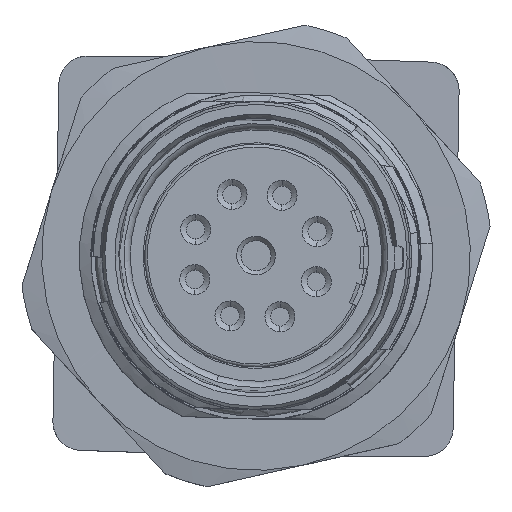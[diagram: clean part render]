
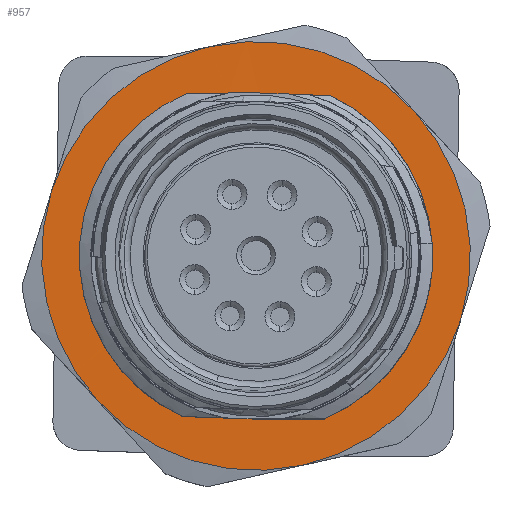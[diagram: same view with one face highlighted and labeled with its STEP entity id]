
A CAD part, top view. The second image highlights one B-rep face of the part: STEP entity #957.
In plain terms, the highlighted planar face has unit normal (0, 0, 1).
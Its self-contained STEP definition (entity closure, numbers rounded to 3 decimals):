
#373=FACE_BOUND('',#2446,.T.);
#374=FACE_BOUND('',#2447,.T.);
#641=CIRCLE('',#11874,15.);
#642=CIRCLE('',#11875,15.);
#643=CIRCLE('',#11876,15.);
#644=CIRCLE('',#11877,15.);
#645=CIRCLE('',#11878,15.);
#646=CIRCLE('',#11879,15.);
#647=CIRCLE('',#11880,11.55);
#957=ADVANCED_FACE('',(#373,#374),#1627,.T.);
#1627=PLANE('',#11882);
#2446=EDGE_LOOP('',(#4134,#4135,#4136,#4137,#4138,#4139));
#2447=EDGE_LOOP('',(#4140,#4141,#4142,#4143,#4144,#4145,#4146,#4147,#4148,
#4149,#4150,#4151));
#3152=ELLIPSE('',#11881,12.36,12.36);
#3164=B_SPLINE_CURVE_WITH_KNOTS('',3,(#15446,#15447,#15448,#15449),
 .UNSPECIFIED.,.F.,.F.,(4,4),(0.,1.),.UNSPECIFIED.);
#3165=B_SPLINE_CURVE_WITH_KNOTS('',3,(#15458,#15459,#15460,#15461),
 .UNSPECIFIED.,.F.,.F.,(4,4),(0.,1.),.UNSPECIFIED.);
#3166=B_SPLINE_CURVE_WITH_KNOTS('',3,(#15463,#15464,#15465,#15466,#15467,
#15468),.UNSPECIFIED.,.F.,.F.,(4,2,4),(0.,0.5,1.),.UNSPECIFIED.);
#3167=B_SPLINE_CURVE_WITH_KNOTS('',3,(#15476,#15477,#15478,#15479),
 .UNSPECIFIED.,.F.,.F.,(4,4),(0.,1.),.UNSPECIFIED.);
#3168=B_SPLINE_CURVE_WITH_KNOTS('',3,(#15481,#15482,#15483,#15484),
 .UNSPECIFIED.,.F.,.F.,(4,4),(0.,1.),.UNSPECIFIED.);
#3169=B_SPLINE_CURVE_WITH_KNOTS('',3,(#15486,#15487,#15488,#15489,#15490,
#15491,#15492,#15493),.UNSPECIFIED.,.F.,.F.,(4,2,2,4),(0.,0.25,0.5,1.),
 .UNSPECIFIED.);
#4134=ORIENTED_EDGE('',*,*,#8962,.T.);
#4135=ORIENTED_EDGE('',*,*,#8963,.T.);
#4136=ORIENTED_EDGE('',*,*,#8964,.T.);
#4137=ORIENTED_EDGE('',*,*,#8965,.T.);
#4138=ORIENTED_EDGE('',*,*,#8966,.T.);
#4139=ORIENTED_EDGE('',*,*,#8967,.T.);
#4140=ORIENTED_EDGE('',*,*,#8968,.T.);
#4141=ORIENTED_EDGE('',*,*,#8969,.T.);
#4142=ORIENTED_EDGE('',*,*,#8970,.T.);
#4143=ORIENTED_EDGE('',*,*,#8971,.F.);
#4144=ORIENTED_EDGE('',*,*,#8972,.F.);
#4145=ORIENTED_EDGE('',*,*,#8973,.F.);
#4146=ORIENTED_EDGE('',*,*,#8974,.T.);
#4147=ORIENTED_EDGE('',*,*,#8975,.T.);
#4148=ORIENTED_EDGE('',*,*,#8976,.F.);
#4149=ORIENTED_EDGE('',*,*,#8977,.F.);
#4150=ORIENTED_EDGE('',*,*,#8978,.F.);
#4151=ORIENTED_EDGE('',*,*,#8979,.F.);
#7770=VERTEX_POINT('',#15435);
#7771=VERTEX_POINT('',#15436);
#7772=VERTEX_POINT('',#15438);
#7773=VERTEX_POINT('',#15440);
#7774=VERTEX_POINT('',#15442);
#7775=VERTEX_POINT('',#15444);
#7776=VERTEX_POINT('',#15450);
#7777=VERTEX_POINT('',#15451);
#7778=VERTEX_POINT('',#15453);
#7779=VERTEX_POINT('',#15455);
#7780=VERTEX_POINT('',#15457);
#7781=VERTEX_POINT('',#15462);
#7782=VERTEX_POINT('',#15469);
#7783=VERTEX_POINT('',#15471);
#7784=VERTEX_POINT('',#15473);
#7785=VERTEX_POINT('',#15475);
#7786=VERTEX_POINT('',#15480);
#7787=VERTEX_POINT('',#15485);
#8962=EDGE_CURVE('',#7770,#7771,#641,.T.);
#8963=EDGE_CURVE('',#7771,#7772,#642,.T.);
#8964=EDGE_CURVE('',#7772,#7773,#643,.T.);
#8965=EDGE_CURVE('',#7773,#7774,#644,.T.);
#8966=EDGE_CURVE('',#7774,#7775,#645,.T.);
#8967=EDGE_CURVE('',#7775,#7770,#646,.T.);
#8968=EDGE_CURVE('',#7776,#7777,#3164,.T.);
#8969=EDGE_CURVE('',#7777,#7778,#10762,.T.);
#8970=EDGE_CURVE('',#7778,#7779,#10763,.T.);
#8971=EDGE_CURVE('',#7780,#7779,#647,.T.);
#8972=EDGE_CURVE('',#7781,#7780,#3165,.T.);
#8973=EDGE_CURVE('',#7782,#7781,#3166,.T.);
#8974=EDGE_CURVE('',#7782,#7783,#10764,.T.);
#8975=EDGE_CURVE('',#7783,#7784,#10765,.T.);
#8976=EDGE_CURVE('',#7785,#7784,#3152,.T.);
#8977=EDGE_CURVE('',#7786,#7785,#3167,.T.);
#8978=EDGE_CURVE('',#7787,#7786,#3168,.T.);
#8979=EDGE_CURVE('',#7776,#7787,#3169,.T.);
#10762=LINE('',#15452,#11316);
#10763=LINE('',#15454,#11317);
#10764=LINE('',#15470,#11318);
#10765=LINE('',#15472,#11319);
#11316=VECTOR('',#12886,1.);
#11317=VECTOR('',#12887,1.);
#11318=VECTOR('',#12890,1.);
#11319=VECTOR('',#12891,1.);
#11874=AXIS2_PLACEMENT_3D('',#15434,#12874,#12875);
#11875=AXIS2_PLACEMENT_3D('',#15437,#12876,#12877);
#11876=AXIS2_PLACEMENT_3D('',#15439,#12878,#12879);
#11877=AXIS2_PLACEMENT_3D('',#15441,#12880,#12881);
#11878=AXIS2_PLACEMENT_3D('',#15443,#12882,#12883);
#11879=AXIS2_PLACEMENT_3D('',#15445,#12884,#12885);
#11880=AXIS2_PLACEMENT_3D('',#15456,#12888,#12889);
#11881=AXIS2_PLACEMENT_3D('',#15474,#12892,#12893);
#11882=AXIS2_PLACEMENT_3D('',#15494,#12894,#12895);
#12874=DIRECTION('',(0.,0.,1.));
#12875=DIRECTION('',(0.219,-0.976,0.));
#12876=DIRECTION('',(0.,0.,1.));
#12877=DIRECTION('',(0.954,-0.298,0.));
#12878=DIRECTION('',(0.,0.,1.));
#12879=DIRECTION('',(0.736,0.677,0.));
#12880=DIRECTION('',(0.,0.,1.));
#12881=DIRECTION('',(-0.219,0.976,0.));
#12882=DIRECTION('',(0.,0.,1.));
#12883=DIRECTION('',(-0.954,0.298,0.));
#12884=DIRECTION('',(0.,0.,1.));
#12885=DIRECTION('',(-0.736,-0.677,0.));
#12886=DIRECTION('',(1.,0.,0.));
#12887=DIRECTION('',(0.999,-0.035,0.));
#12888=DIRECTION('',(0.,0.,1.));
#12889=DIRECTION('',(1.,0.,0.));
#12890=DIRECTION('',(-1.,0.,0.));
#12891=DIRECTION('',(-0.999,0.035,0.));
#12892=DIRECTION('',(0.,0.,1.));
#12893=DIRECTION('',(0.853,-0.522,0.));
#12894=DIRECTION('',(0.,0.,1.));
#12895=DIRECTION('',(-0.954,0.298,0.));
#15434=CARTESIAN_POINT('',(0.,0.,39.45));
#15435=CARTESIAN_POINT('',(3.283,-14.636,39.45));
#15436=CARTESIAN_POINT('',(14.317,-4.475,39.45));
#15437=CARTESIAN_POINT('',(0.,0.,39.45));
#15438=CARTESIAN_POINT('',(11.034,10.161,39.45));
#15439=CARTESIAN_POINT('',(0.,0.,39.45));
#15440=CARTESIAN_POINT('',(-3.283,14.636,39.45));
#15441=CARTESIAN_POINT('',(0.,0.,39.45));
#15442=CARTESIAN_POINT('',(-14.317,4.475,39.45));
#15443=CARTESIAN_POINT('',(0.,0.,39.45));
#15444=CARTESIAN_POINT('',(-11.034,-10.161,39.45));
#15445=CARTESIAN_POINT('',(0.,0.,
39.45));
#15446=CARTESIAN_POINT('',(-2.,11.39,39.45));
#15447=CARTESIAN_POINT('',(-1.973,11.39,39.45));
#15448=CARTESIAN_POINT('',(-1.946,11.39,39.45));
#15449=CARTESIAN_POINT('',(-1.919,11.39,39.45));
#15450=CARTESIAN_POINT('',(-1.999,11.383,39.454));
#15451=CARTESIAN_POINT('',(-1.919,11.39,39.453));
#15452=CARTESIAN_POINT('',(0.,11.39,39.45));
#15453=CARTESIAN_POINT('',(0.199,11.39,39.45));
#15454=CARTESIAN_POINT('',(0.397,11.383,39.45));
#15455=CARTESIAN_POINT('',(2.315,11.316,39.45));
#15456=CARTESIAN_POINT('',(0.,0.,39.45));
#15457=CARTESIAN_POINT('',(11.427,1.68,39.452));
#15458=CARTESIAN_POINT('',(11.446,1.553,39.45));
#15459=CARTESIAN_POINT('',(11.44,1.596,39.451));
#15460=CARTESIAN_POINT('',(11.434,1.638,39.452));
#15461=CARTESIAN_POINT('',(11.428,1.68,39.453));
#15462=CARTESIAN_POINT('',(11.445,1.553,39.45));
#15463=CARTESIAN_POINT('',(4.078,-11.407,39.45));
#15464=CARTESIAN_POINT('',(6.602,-10.411,39.45));
#15465=CARTESIAN_POINT('',(8.724,-8.58,39.45));
#15466=CARTESIAN_POINT('',(11.413,-3.866,39.45));
#15467=CARTESIAN_POINT('',(11.911,-1.111,39.45));
#15468=CARTESIAN_POINT('',(11.444,1.561,39.45));
#15469=CARTESIAN_POINT('',(4.079,-11.407,39.45));
#15470=CARTESIAN_POINT('',(0.,-11.407,39.45));
#15471=CARTESIAN_POINT('',(-0.199,-11.407,39.45));
#15472=CARTESIAN_POINT('',(-0.398,-11.4,39.45));
#15473=CARTESIAN_POINT('',(-5.159,-11.233,39.45));
#15474=CARTESIAN_POINT('',(0.,0.,39.45));
#15475=CARTESIAN_POINT('',(-10.538,-6.461,39.452));
#15476=CARTESIAN_POINT('',(-10.611,-6.341,39.45));
#15477=CARTESIAN_POINT('',(-10.587,-6.381,39.451));
#15478=CARTESIAN_POINT('',(-10.563,-6.421,39.452));
#15479=CARTESIAN_POINT('',(-10.538,-6.461,39.453));
#15480=CARTESIAN_POINT('',(-10.61,-6.341,39.45));
#15481=CARTESIAN_POINT('',(-10.638,-6.296,39.449));
#15482=CARTESIAN_POINT('',(-10.629,-6.311,39.45));
#15483=CARTESIAN_POINT('',(-10.62,-6.326,39.45));
#15484=CARTESIAN_POINT('',(-10.611,-6.341,39.45));
#15485=CARTESIAN_POINT('',(-10.637,-6.296,39.449));
#15486=CARTESIAN_POINT('',(-2.,11.389,39.45));
#15487=CARTESIAN_POINT('',(-3.921,11.125,39.45));
#15488=CARTESIAN_POINT('',(-5.742,10.372,39.45));
#15489=CARTESIAN_POINT('',(-8.863,8.083,39.45));
#15490=CARTESIAN_POINT('',(-10.118,6.549,39.45));
#15491=CARTESIAN_POINT('',(-12.622,1.369,39.45));
#15492=CARTESIAN_POINT('',(-12.506,-2.892,39.45));
#15493=CARTESIAN_POINT('',(-10.637,-6.296,39.45));
#15494=CARTESIAN_POINT('',(0.,0.,39.45));
